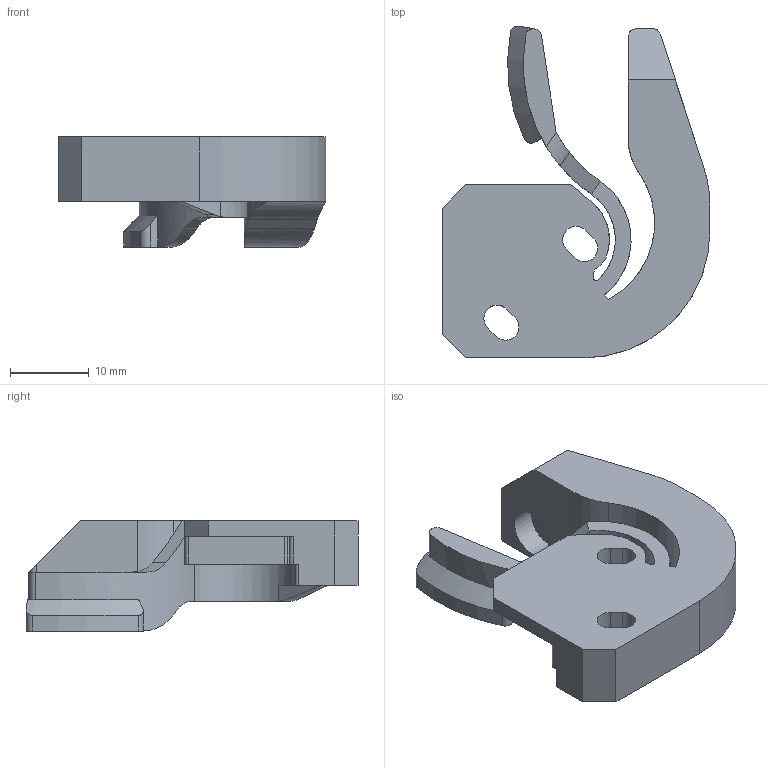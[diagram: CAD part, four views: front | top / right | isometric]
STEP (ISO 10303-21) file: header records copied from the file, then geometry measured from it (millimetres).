
FILE_DESCRIPTION(/* description */ (''),/* implementation_level */ '2;1');
FILE_NAME(/* name */ 'CornerPad_RearLeft.stp',/* time_stamp */ '2015-11-30T20:42:34-05:00',/* author */ ('Justine Haupt'),/* organization */ (''),/* preprocessor_version */ 'ST-DEVELOPER v15.6',/* originating_system */ 'Autodesk Inventor 2015',/* authorisation */ '');
FILE_SCHEMA (('AUTOMOTIVE_DESIGN { 1 0 10303 214 3 1 1 }'));
Length unit declared in the file: millimetre
Products named in the file (1): CornerPad_RearLeft
Bounding box: 34 x 42.16 x 14 mm (x, y, z)
Volume: 5608.4 mm3; surface area: 4041.7 mm2
Topology: 1 solids, 1 shells, 88 faces, 246 edges, 162 vertices
Faces by surface type: plane 44, cylinder 43, cone 1
Full cylindrical faces by diameter (mm): 6.1 x2
Entity records: 3023 total; most frequent: CARTESIAN_POINT 581, DIRECTION 496, ORIENTED_EDGE 488, EDGE_CURVE 244, AXIS2_PLACEMENT_3D 178, VERTEX_POINT 162, LINE 140, VECTOR 140
